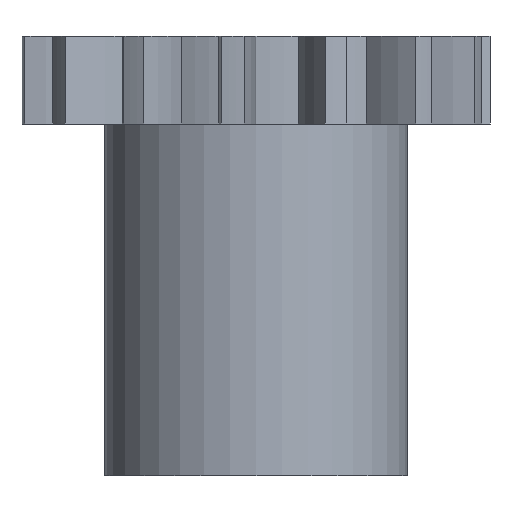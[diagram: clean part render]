
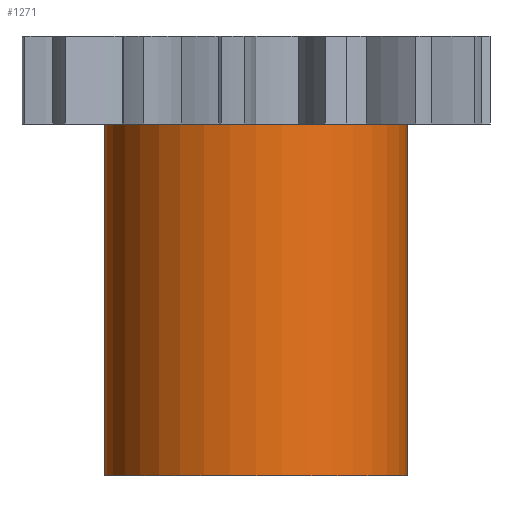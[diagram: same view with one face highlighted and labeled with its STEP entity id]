
A CAD part, front view. The second image highlights one B-rep face of the part: STEP entity #1271.
In plain terms, the highlighted cylindrical face has radius 5.17 mm (diameter 10.34 mm), a full revolution.
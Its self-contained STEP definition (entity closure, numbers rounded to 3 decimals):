
#87=LINE('',#2319,#160);
#160=VECTOR('',#1923,5.17);
#221=CYLINDRICAL_SURFACE('',#1473,5.17);
#290=FACE_OUTER_BOUND('',#359,.T.);
#359=EDGE_LOOP('',(#1188,#1189,#1190,#1191));
#420=CIRCLE('',#1345,5.17);
#485=CIRCLE('',#1474,5.17);
#542=VERTEX_POINT('',#2044);
#615=VERTEX_POINT('',#2318);
#672=EDGE_CURVE('',#542,#542,#420,.T.);
#809=EDGE_CURVE('',#542,#615,#87,.T.);
#810=EDGE_CURVE('',#615,#615,#485,.T.);
#1188=ORIENTED_EDGE('',*,*,#672,.F.);
#1189=ORIENTED_EDGE('',*,*,#809,.T.);
#1190=ORIENTED_EDGE('',*,*,#810,.T.);
#1191=ORIENTED_EDGE('',*,*,#809,.F.);
#1271=ADVANCED_FACE('',(#290),#221,.T.);
#1345=AXIS2_PLACEMENT_3D('',#2045,#1593,#1594);
#1473=AXIS2_PLACEMENT_3D('',#2317,#1921,#1922);
#1474=AXIS2_PLACEMENT_3D('',#2320,#1924,#1925);
#1593=DIRECTION('center_axis',(0.,0.,1.));
#1594=DIRECTION('ref_axis',(-1.,0.,0.));
#1921=DIRECTION('center_axis',(0.,0.,1.));
#1922=DIRECTION('ref_axis',(1.,0.,0.));
#1923=DIRECTION('',(0.,0.,-1.));
#1924=DIRECTION('center_axis',(0.,0.,1.));
#1925=DIRECTION('ref_axis',(1.,0.,0.));
#2044=CARTESIAN_POINT('',(-5.17,0.,12.));
#2045=CARTESIAN_POINT('Origin',(0.,0.,12.));
#2317=CARTESIAN_POINT('Origin',(0.,0.,0.));
#2318=CARTESIAN_POINT('',(-5.17,0.,0.));
#2319=CARTESIAN_POINT('',(-5.17,0.,0.));
#2320=CARTESIAN_POINT('Origin',(0.,0.,0.));
